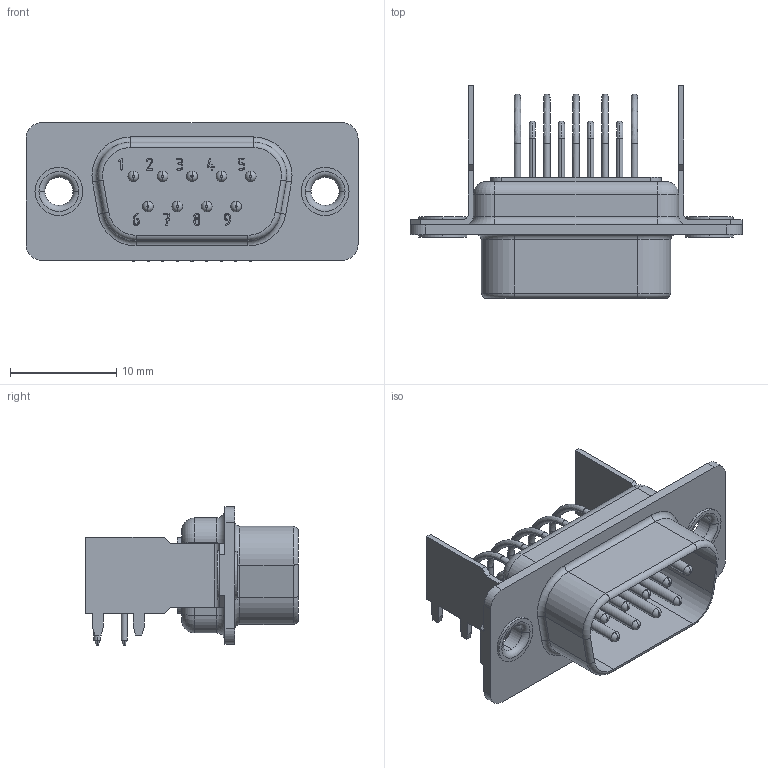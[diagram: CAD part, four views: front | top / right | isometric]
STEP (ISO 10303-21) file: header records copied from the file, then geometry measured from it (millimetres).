
FILE_DESCRIPTION(('Creo Elements/Direct Modeling STEP Export'),'2;1');
FILE_NAME('model.stp','2019-08-09T11:06:52',(''),(''),'Creo Elements/Direct Modeling STEP processor for AP214 (Solid Model)','Creo Elements/Direct Modeling 20.1A 29-Sep-2018 (C) Parametric Technology GmbH','');
FILE_SCHEMA(('AUTOMOTIVE_DESIGN { 1 0 10303 214 1 1 1 1 }'));
Length unit declared in the file: millimetre
Products named in the file (2): VS-09-ST-DSUB-LH-B.1; VS-09-ST-DSUB-LH-B
Assembly tree (1 placements, depth 2):
  VS-09-ST-DSUB-LH-B
    VS-09-ST-DSUB-LH-B.1
Bounding box: 31.19 x 20 x 13.04 mm (x, y, z)
Volume: 1432.1 mm3; surface area: 2457.2 mm2
Topology: 1 solids, 1 shells, 743 faces, 1987 edges, 1305 vertices
Faces by surface type: plane 376, cylinder 242, extrusion 51, torus 46, cone 18, bspline 10
Entity records: 29467 total; most frequent: CARTESIAN_POINT 5304, ORIENTED_EDGE 3974, DIRECTION 3552, EDGE_CURVE 1987, VERTEX_POINT 1305, VECTOR 1304, LINE 1253, AXIS2_PLACEMENT_3D 1124
